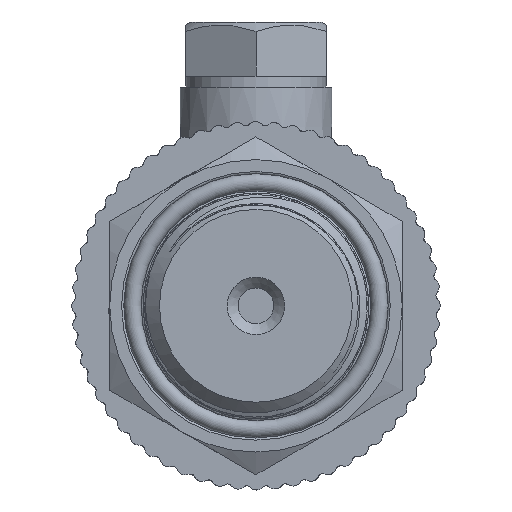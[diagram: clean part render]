
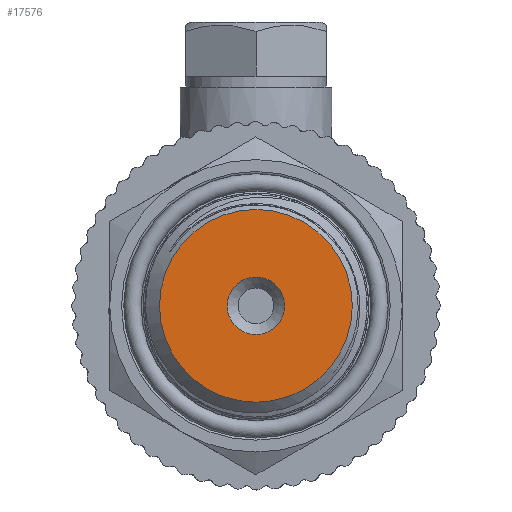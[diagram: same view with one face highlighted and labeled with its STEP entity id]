
A CAD part, left-side view. The second image highlights one B-rep face of the part: STEP entity #17576.
In plain terms, the highlighted face is planar.
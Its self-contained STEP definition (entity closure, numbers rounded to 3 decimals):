
#220=FACE_BOUND('',#2884,.T.);
#851=PLANE('',#18753);
#1849=FACE_OUTER_BOUND('',#2883,.T.);
#2883=EDGE_LOOP('',(#16254));
#2884=EDGE_LOOP('',(#16255));
#3421=CIRCLE('',#18690,8.9);
#3455=CIRCLE('',#18754,2.65);
#8131=VERTEX_POINT('',#52350);
#8171=VERTEX_POINT('',#56723);
#10790=EDGE_CURVE('',#8131,#8131,#3421,.T.);
#10869=EDGE_CURVE('',#8171,#8171,#3455,.T.);
#16254=ORIENTED_EDGE('',*,*,#10790,.T.);
#16255=ORIENTED_EDGE('',*,*,#10869,.F.);
#17576=ADVANCED_FACE('',(#1849,#220),#851,.T.);
#18690=AXIS2_PLACEMENT_3D('',#52352,#21682,#21683);
#18753=AXIS2_PLACEMENT_3D('',#56722,#21819,#21820);
#18754=AXIS2_PLACEMENT_3D('',#56724,#21821,#21822);
#21682=DIRECTION('center_axis',(1.,0.,0.));
#21683=DIRECTION('ref_axis',(0.,1.,0.));
#21819=DIRECTION('center_axis',(1.,0.,0.));
#21820=DIRECTION('ref_axis',(0.,0.,-1.));
#21821=DIRECTION('center_axis',(1.,0.,0.));
#21822=DIRECTION('ref_axis',(0.,0.,-1.));
#52350=CARTESIAN_POINT('',(0.,-8.9,0.));
#52352=CARTESIAN_POINT('Origin',(0.,0.,0.));
#56722=CARTESIAN_POINT('Origin',(0.,2.65,0.));
#56723=CARTESIAN_POINT('',(0.,-2.65,0.));
#56724=CARTESIAN_POINT('Origin',(0.,0.,
0.));
